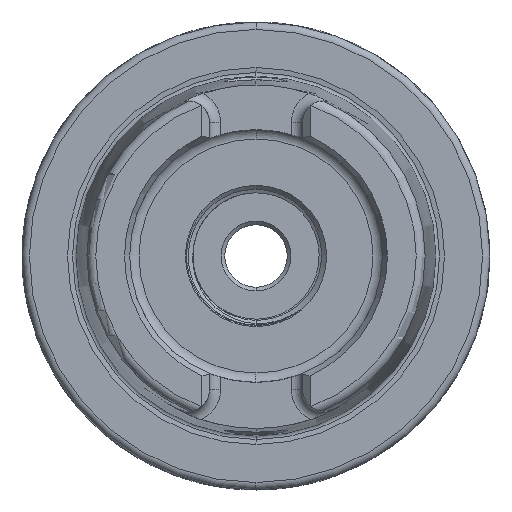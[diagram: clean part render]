
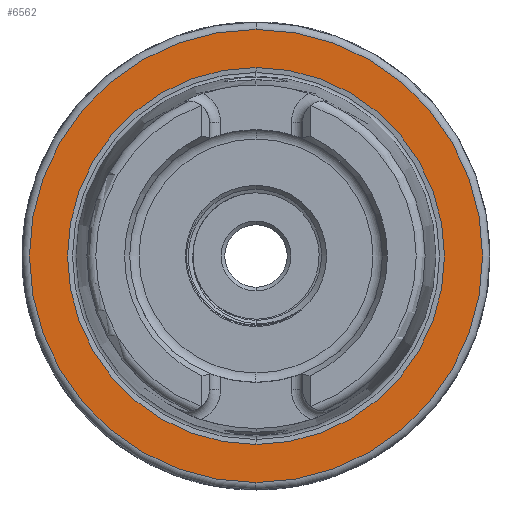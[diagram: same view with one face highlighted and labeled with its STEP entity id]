
A CAD part, left-side view. The second image highlights one B-rep face of the part: STEP entity #6562.
In plain terms, the highlighted planar face has unit normal (-1, 0, 0).
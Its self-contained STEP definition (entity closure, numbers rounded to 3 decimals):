
#302 = AXIS2_PLACEMENT_3D ( 'NONE', #18853, #18857, #18858 ) ;
#2679 = EDGE_CURVE ( 'NONE', #14803, #14802, #6727, .T. ) ;
#2683 = EDGE_CURVE ( 'NONE', #14799, #14798, #6732, .T. ) ;
#4970 = AXIS2_PLACEMENT_3D ( 'NONE', #18868, #18869, #18870 ) ;
#6365 = EDGE_CURVE ( 'NONE', #14802, #14803, #6839, .T. ) ;
#6366 = EDGE_CURVE ( 'NONE', #14798, #14799, #6840, .T. ) ;
#6562 = ADVANCED_FACE ( 'NONE', ( #13950, #13953 ), #8417, .T. ) ;
#6727 = CIRCLE ( 'NONE', #302, 25.369 ) ;
#6732 = CIRCLE ( 'NONE', #4970, 30.5 ) ;
#6839 = CIRCLE ( 'NONE', #15814, 25.369 ) ;
#6840 = CIRCLE ( 'NONE', #15815, 30.5 ) ;
#8417 = PLANE ( 'NONE',  #13955 ) ;
#8419 = CARTESIAN_POINT ( 'NONE',  ( 0., 25.369, 0. ) ) ;
#8421 = DIRECTION ( 'NONE',  ( -1., 0., 0. ) ) ;
#8423 = DIRECTION ( 'NONE',  ( 0., 0., 1. ) ) ;
#9302 = EDGE_LOOP ( 'NONE', ( #15882, #15881 ) ) ;
#9304 = EDGE_LOOP ( 'NONE', ( #15879, #15880 ) ) ;
#11250 = CARTESIAN_POINT ( 'NONE',  ( 0., 0., 0. ) ) ;
#11251 = DIRECTION ( 'NONE',  ( 1., 0., 0. ) ) ;
#11252 = DIRECTION ( 'NONE',  ( 0., 0., -1. ) ) ;
#11253 = CARTESIAN_POINT ( 'NONE',  ( 0., 0., 0. ) ) ;
#11254 = DIRECTION ( 'NONE',  ( -1., 0., 0. ) ) ;
#11255 = DIRECTION ( 'NONE',  ( 0., 0., 1. ) ) ;
#11591 = CARTESIAN_POINT ( 'NONE',  ( 0., 0., -30.5 ) ) ;
#11592 = CARTESIAN_POINT ( 'NONE',  ( 0., 0., 30.5 ) ) ;
#11595 = CARTESIAN_POINT ( 'NONE',  ( 0., 0., -25.369 ) ) ;
#11596 = CARTESIAN_POINT ( 'NONE',  ( 0., 0., 25.369 ) ) ;
#13950 = FACE_OUTER_BOUND ( 'NONE', #9302, .T. ) ;
#13953 = FACE_BOUND ( 'NONE', #9304, .T. ) ;
#13955 = AXIS2_PLACEMENT_3D ( 'NONE', #8419, #8421, #8423 ) ;
#14798 = VERTEX_POINT ( 'NONE', #11591 ) ;
#14799 = VERTEX_POINT ( 'NONE', #11592 ) ;
#14802 = VERTEX_POINT ( 'NONE', #11595 ) ;
#14803 = VERTEX_POINT ( 'NONE', #11596 ) ;
#15814 = AXIS2_PLACEMENT_3D ( 'NONE', #11250, #11251, #11252 ) ;
#15815 = AXIS2_PLACEMENT_3D ( 'NONE', #11253, #11254, #11255 ) ;
#15879 = ORIENTED_EDGE ( 'NONE', *, *, #2679, .T. ) ;
#15880 = ORIENTED_EDGE ( 'NONE', *, *, #6365, .T. ) ;
#15881 = ORIENTED_EDGE ( 'NONE', *, *, #6366, .T. ) ;
#15882 = ORIENTED_EDGE ( 'NONE', *, *, #2683, .T. ) ;
#18853 = CARTESIAN_POINT ( 'NONE',  ( 0., 0., 0. ) ) ;
#18857 = DIRECTION ( 'NONE',  ( 1., 0., 0. ) ) ;
#18858 = DIRECTION ( 'NONE',  ( 0., 0., -1. ) ) ;
#18868 = CARTESIAN_POINT ( 'NONE',  ( 0., 0., 0. ) ) ;
#18869 = DIRECTION ( 'NONE',  ( -1., 0., 0. ) ) ;
#18870 = DIRECTION ( 'NONE',  ( 0., 0., 1. ) ) ;
